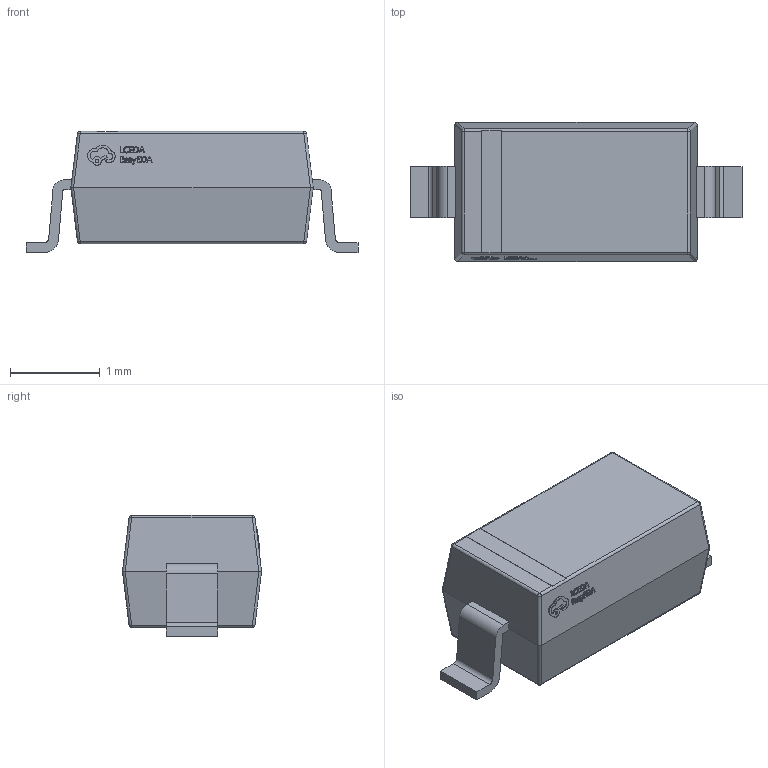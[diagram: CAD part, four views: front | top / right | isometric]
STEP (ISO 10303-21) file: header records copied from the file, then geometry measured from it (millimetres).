
FILE_DESCRIPTION (( 'STEP AP214' ), '1' );
FILE_NAME ('SOD-123_L2.7-W1.6-LS3.7-RD-A.STEP', '2022-10-19T01:13:05', ( 'PC' ), ( 'Microsoft' ), 'SwSTEP 2.0', 'SolidWorks 2020', '' );
FILE_SCHEMA (( 'AUTOMOTIVE_DESIGN' ));
Length unit declared in the file: millimetre
Products named in the file (1): SOD-123_L2.7-W1.6-LS3.7-RD-A
Bounding box: 3.7 x 1.55 x 1.35 mm (x, y, z)
Volume: 5 mm3; surface area: 20.2 mm2
Topology: 1 solids, 1 shells, 288 faces, 769 edges, 502 vertices
Faces by surface type: plane 158, bspline 98, cylinder 24, sphere 8
Entity records: 12595 total; most frequent: CARTESIAN_POINT 2878, ORIENTED_EDGE 1538, DIRECTION 991, EDGE_CURVE 769, VECTOR 521, LINE 521, VERTEX_POINT 502, EDGE_LOOP 307
